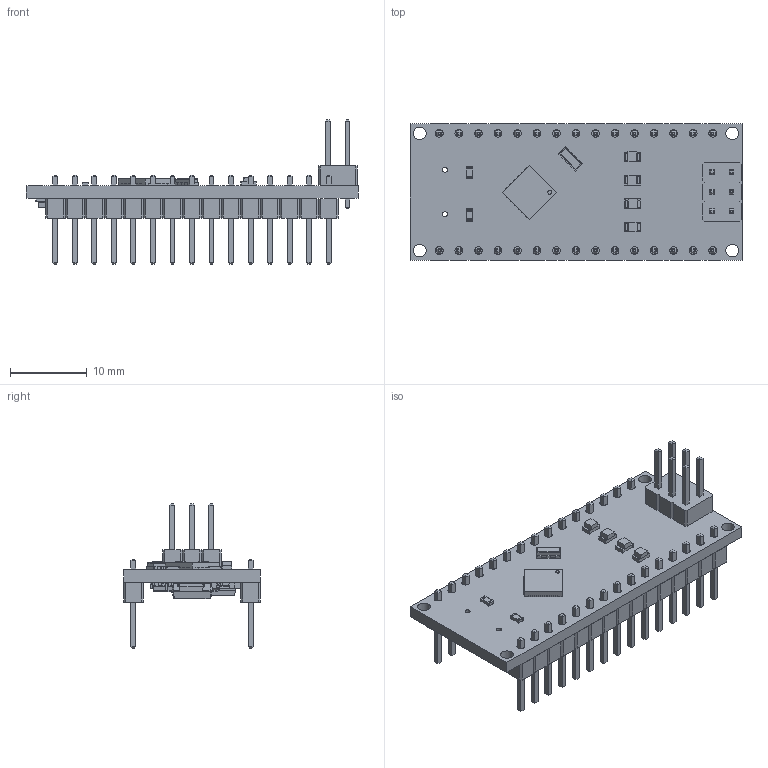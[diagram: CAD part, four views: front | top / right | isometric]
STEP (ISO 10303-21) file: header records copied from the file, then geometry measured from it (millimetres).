
FILE_DESCRIPTION(('KiCad electronic assembly'),'2;1');
FILE_NAME('Arduino Nano.step','2025-03-30T10:46:30',('Pcbnew'),('Kicad') ,'Open CASCADE STEP processor 7.8','KiCad to STEP converter','Unknown' );
FILE_SCHEMA(('AUTOMOTIVE_DESIGN { 1 0 10303 214 1 1 1 1 }'));
Length unit declared in the file: millimetre
Products named in the file (28): Arduino Nano 1; QFN-32-1EP_5x5mm_P0.5mm_EP3.3x3.3mm; QFN_32_1EP_5x5mm_P05mm_EP33x33mm; PinHeader_2x03_P2.54mm_Vertical; PinHeader_2x03_P254mm_Vertical; R_0603_1608Metric; LED_0805_2012Metric; Resonator_SMD_Murata_CSTxExxV-3Pin_3.0x1.1mm; muRata_CSTxExxV; C_0603_1608Metric; R_Array_Convex_4x0603; PinHeader_1x15_P2.54mm_Vertical; PinHeader_1x15_P254mm_Vertical; CP_EIA-3216-10_Kemet-I; CP_EIA_3216_10_Kemet_I; SOT-223; SOT_223; D_SMP_DO-220AA; D_SMP_DO_220AA_cp; Fuse_0603_1608Metric; SSOP-28_5.3x10.2mm_P0.65mm; SSOP_28_53x102mm_P065mm; Arduino Nano_PCB
Assembly tree (40 placements, depth 3):
  Arduino Nano 1
    QFN-32-1EP_5x5mm_P0.5mm_EP3.3x3.3mm
      QFN_32_1EP_5x5mm_P05mm_EP33x33mm
    PinHeader_2x03_P2.54mm_Vertical
      PinHeader_2x03_P254mm_Vertical
    R_0603_1608Metric  x2
      R_0603_1608Metric
    LED_0805_2012Metric  x4
      LED_0805_2012Metric
    Resonator_SMD_Murata_CSTxExxV-3Pin_3.0x1.1mm
      muRata_CSTxExxV
    C_0603_1608Metric  x7
      C_0603_1608Metric
    R_Array_Convex_4x0603  x2
      R_Array_Convex_4x0603
    PinHeader_1x15_P2.54mm_Vertical  x2
      PinHeader_1x15_P254mm_Vertical
    CP_EIA-3216-10_Kemet-I  x2
      CP_EIA_3216_10_Kemet_I
    SOT-223
      SOT_223
    D_SMP_DO-220AA
      D_SMP_DO_220AA_cp
    Fuse_0603_1608Metric
      Fuse_0603_1608Metric
    SSOP-28_5.3x10.2mm_P0.65mm
      SSOP_28_53x102mm_P065mm
    Arduino Nano_PCB
Bounding box: 43.18 x 17.78 x 18.78 mm (x, y, z)
Volume: 2088 mm3; surface area: 4268 mm2
Topology: 29 solids, 29 shells, 2747 faces, 7247 edges, 4654 vertices
Faces by surface type: plane 2151, cylinder 496, bspline 96, sphere 4
Full cylindrical faces by diameter (mm): 0.5 x2, 0.65 x2, 1 x36, 1.651 x4
Entity records: 67523 total; most frequent: CARTESIAN_POINT 10212, ORIENTED_EDGE 9476, DIRECTION 8790, EDGE_CURVE 4738, LINE 3998, VECTOR 3998, VERTEX_POINT 3030, AXIS2_PLACEMENT_3D 2396
